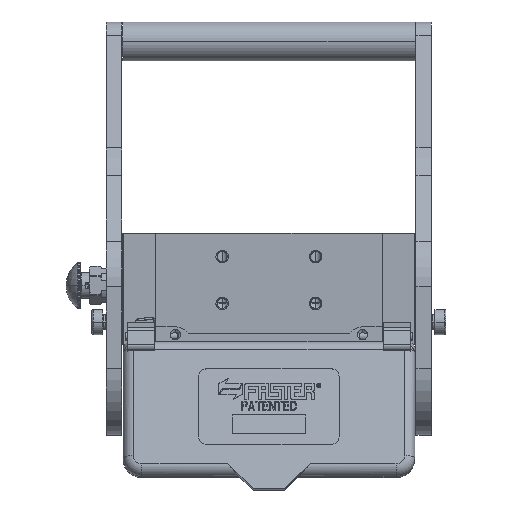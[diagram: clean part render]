
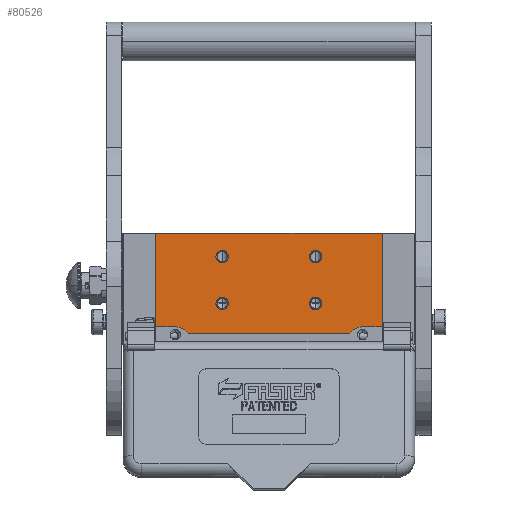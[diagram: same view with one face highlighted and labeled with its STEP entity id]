
A CAD part, left-side view. The second image highlights one B-rep face of the part: STEP entity #80526.
In plain terms, the highlighted face is planar.
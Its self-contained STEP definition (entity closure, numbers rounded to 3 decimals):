
#4 = DIRECTION ( 'NONE',  ( 0.815, -0.58, 0. ) ) ;
#984 = CARTESIAN_POINT ( 'NONE',  ( 64., 41.7, -108. ) ) ;
#1138 = EDGE_LOOP ( 'NONE', ( #2660, #52845 ) ) ;
#1609 = VERTEX_POINT ( 'NONE', #13822 ) ;
#2198 = VERTEX_POINT ( 'NONE', #54929 ) ;
#2660 = ORIENTED_EDGE ( 'NONE', *, *, #12010, .F. ) ;
#2785 = CARTESIAN_POINT ( 'NONE',  ( 145.854, 64.2, -108. ) ) ;
#2835 = EDGE_LOOP ( 'NONE', ( #54195, #19467 ) ) ;
#2949 = AXIS2_PLACEMENT_3D ( 'NONE', #76494, #52748, #92297 ) ;
#2980 = CIRCLE ( 'NONE', #101616, 10. ) ;
#3040 = ORIENTED_EDGE ( 'NONE', *, *, #100453, .F. ) ;
#3177 = CARTESIAN_POINT ( 'NONE',  ( 21.3, 0., -108. ) ) ;
#3560 = EDGE_CURVE ( 'NONE', #62770, #25459, #41064, .T. ) ;
#3813 = VECTOR ( 'NONE', #52141, 1000. ) ;
#4476 = ORIENTED_EDGE ( 'NONE', *, *, #21306, .T. ) ;
#6075 = EDGE_CURVE ( 'NONE', #29126, #1609, #91997, .T. ) ;
#6873 = CARTESIAN_POINT ( 'NONE',  ( 64., 15., -108. ) ) ;
#6926 = CIRCLE ( 'NONE', #15827, 3.3 ) ;
#7001 = DIRECTION ( 'NONE',  ( 0., 0., -1. ) ) ;
#7456 = EDGE_CURVE ( 'NONE', #1609, #29126, #6926, .T. ) ;
#8524 = FACE_BOUND ( 'NONE', #89332, .T. ) ;
#9006 = EDGE_CURVE ( 'NONE', #93285, #62770, #62170, .T. ) ;
#9042 = CARTESIAN_POINT ( 'NONE',  ( 166.7, 0., -108. ) ) ;
#9736 = AXIS2_PLACEMENT_3D ( 'NONE', #58936, #99263, #49964 ) ;
#10083 = DIRECTION ( 'NONE',  ( 0., -1., 0. ) ) ;
#10391 = DIRECTION ( 'NONE',  ( -1., 0., 0. ) ) ;
#10950 = ORIENTED_EDGE ( 'NONE', *, *, #59971, .T. ) ;
#12010 = EDGE_CURVE ( 'NONE', #82901, #58796, #105435, .T. ) ;
#12454 = FACE_BOUND ( 'NONE', #48725, .T. ) ;
#13822 = CARTESIAN_POINT ( 'NONE',  ( 124., 41.7, -108. ) ) ;
#13956 = AXIS2_PLACEMENT_3D ( 'NONE', #48244, #31726, #15540 ) ;
#14274 = VERTEX_POINT ( 'NONE', #44101 ) ;
#15397 = CARTESIAN_POINT ( 'NONE',  ( 21.3, 0., -108. ) ) ;
#15540 = DIRECTION ( 'NONE',  ( 0., -1., 0. ) ) ;
#15827 = AXIS2_PLACEMENT_3D ( 'NONE', #92660, #51676, #10083 ) ;
#17260 = DIRECTION ( 'NONE',  ( -1., 0., 0. ) ) ;
#17550 = DIRECTION ( 'NONE',  ( 0., 0., -1. ) ) ;
#18481 = CIRCLE ( 'NONE', #2949, 3.3 ) ;
#19467 = ORIENTED_EDGE ( 'NONE', *, *, #32930, .F. ) ;
#21306 = EDGE_CURVE ( 'NONE', #53337, #14274, #79592, .T. ) ;
#23481 = DIRECTION ( 'NONE',  ( 0., 1., 0. ) ) ;
#24442 = VERTEX_POINT ( 'NONE', #78603 ) ;
#25029 = EDGE_CURVE ( 'NONE', #25459, #32034, #2980, .T. ) ;
#25341 = CARTESIAN_POINT ( 'NONE',  ( 64., 15., -108. ) ) ;
#25348 = DIRECTION ( 'NONE',  ( 0., 0., -1. ) ) ;
#25459 = VERTEX_POINT ( 'NONE', #98402 ) ;
#25654 = CARTESIAN_POINT ( 'NONE',  ( 124., 11.7, -108. ) ) ;
#26522 = FACE_BOUND ( 'NONE', #2835, .T. ) ;
#27363 = CARTESIAN_POINT ( 'NONE',  ( 145.854, 64.2, -108. ) ) ;
#28886 = ORIENTED_EDGE ( 'NONE', *, *, #3560, .F. ) ;
#29126 = VERTEX_POINT ( 'NONE', #96125 ) ;
#30136 = VECTOR ( 'NONE', #17260, 1000. ) ;
#31726 = DIRECTION ( 'NONE',  ( 0., 0., -1. ) ) ;
#32034 = VERTEX_POINT ( 'NONE', #85851 ) ;
#32541 = LINE ( 'NONE', #100087, #45438 ) ;
#32612 = LINE ( 'NONE', #75734, #59618 ) ;
#32930 = EDGE_CURVE ( 'NONE', #2198, #106391, #18481, .T. ) ;
#33264 = PLANE ( 'NONE',  #49812 ) ;
#33361 = CARTESIAN_POINT ( 'NONE',  ( 34., 70., -108. ) ) ;
#34329 = CARTESIAN_POINT ( 'NONE',  ( 166.7, 0., -108. ) ) ;
#39918 = ORIENTED_EDGE ( 'NONE', *, *, #6075, .F. ) ;
#40590 = ORIENTED_EDGE ( 'NONE', *, *, #7456, .F. ) ;
#41064 = LINE ( 'NONE', #27363, #3813 ) ;
#42247 = DIRECTION ( 'NONE',  ( -1., 0., 0. ) ) ;
#43281 = DIRECTION ( 'NONE',  ( 1., 0., 0. ) ) ;
#44101 = CARTESIAN_POINT ( 'NONE',  ( 21.3, 60., -108. ) ) ;
#45438 = VECTOR ( 'NONE', #43281, 1000. ) ;
#48011 = EDGE_CURVE ( 'NONE', #55409, #24442, #89421, .T. ) ;
#48244 = CARTESIAN_POINT ( 'NONE',  ( 154., 70., -108. ) ) ;
#48372 = CARTESIAN_POINT ( 'NONE',  ( 166.7, 0., -108. ) ) ;
#48725 = EDGE_LOOP ( 'NONE', ( #40590, #39918 ) ) ;
#49123 = EDGE_CURVE ( 'NONE', #24442, #55409, #75046, .T. ) ;
#49176 = DIRECTION ( 'NONE',  ( 0., 0., -1. ) ) ;
#49812 = AXIS2_PLACEMENT_3D ( 'NONE', #34329, #25348, #42247 ) ;
#49964 = DIRECTION ( 'NONE',  ( 0., 1., 0. ) ) ;
#50169 = ORIENTED_EDGE ( 'NONE', *, *, #82311, .F. ) ;
#51676 = DIRECTION ( 'NONE',  ( 0., 0., -1. ) ) ;
#52141 = DIRECTION ( 'NONE',  ( -1., 0., 0. ) ) ;
#52180 = FACE_OUTER_BOUND ( 'NONE', #94159, .T. ) ;
#52562 = VECTOR ( 'NONE', #80787, 1000. ) ;
#52748 = DIRECTION ( 'NONE',  ( 0., 0., -1. ) ) ;
#52845 = ORIENTED_EDGE ( 'NONE', *, *, #76796, .F. ) ;
#53337 = VERTEX_POINT ( 'NONE', #3177 ) ;
#54195 = ORIENTED_EDGE ( 'NONE', *, *, #59832, .F. ) ;
#54929 = CARTESIAN_POINT ( 'NONE',  ( 64., 48.3, -108. ) ) ;
#55203 = ORIENTED_EDGE ( 'NONE', *, *, #48011, .F. ) ;
#55409 = VERTEX_POINT ( 'NONE', #96754 ) ;
#55730 = DIRECTION ( 'NONE',  ( 0., 0., -1. ) ) ;
#58079 = ORIENTED_EDGE ( 'NONE', *, *, #49123, .F. ) ;
#58796 = VERTEX_POINT ( 'NONE', #75656 ) ;
#58936 = CARTESIAN_POINT ( 'NONE',  ( 124., 15., -108. ) ) ;
#59618 = VECTOR ( 'NONE', #10391, 1000. ) ;
#59832 = EDGE_CURVE ( 'NONE', #106391, #2198, #93116, .T. ) ;
#59971 = EDGE_CURVE ( 'NONE', #96328, #53337, #68692, .T. ) ;
#61819 = CIRCLE ( 'NONE', #9736, 3.3 ) ;
#62170 = CIRCLE ( 'NONE', #13956, 10. ) ;
#62770 = VERTEX_POINT ( 'NONE', #2785 ) ;
#63303 = DIRECTION ( 'NONE',  ( 0., -1., 0. ) ) ;
#65495 = CARTESIAN_POINT ( 'NONE',  ( 124., 45., -108. ) ) ;
#65613 = DIRECTION ( 'NONE',  ( 0., 0., -1. ) ) ;
#67834 = VERTEX_POINT ( 'NONE', #71293 ) ;
#68692 = LINE ( 'NONE', #9042, #30136 ) ;
#71293 = CARTESIAN_POINT ( 'NONE',  ( 166.7, 60., -108. ) ) ;
#71960 = DIRECTION ( 'NONE',  ( 0., -1., 0. ) ) ;
#72304 = DIRECTION ( 'NONE',  ( 0., 0., -1. ) ) ;
#72588 = DIRECTION ( 'NONE',  ( 0., -1., 0. ) ) ;
#72811 = DIRECTION ( 'NONE',  ( 0., 1., 0. ) ) ;
#74059 = FACE_BOUND ( 'NONE', #1138, .T. ) ;
#75046 = CIRCLE ( 'NONE', #78822, 3.3 ) ;
#75199 = AXIS2_PLACEMENT_3D ( 'NONE', #6873, #49176, #72588 ) ;
#75656 = CARTESIAN_POINT ( 'NONE',  ( 124., 18.3, -108. ) ) ;
#75734 = CARTESIAN_POINT ( 'NONE',  ( 166.7, 60., -108. ) ) ;
#76076 = ORIENTED_EDGE ( 'NONE', *, *, #25029, .F. ) ;
#76494 = CARTESIAN_POINT ( 'NONE',  ( 64., 45., -108. ) ) ;
#76796 = EDGE_CURVE ( 'NONE', #58796, #82901, #61819, .T. ) ;
#76910 = ORIENTED_EDGE ( 'NONE', *, *, #82936, .T. ) ;
#78603 = CARTESIAN_POINT ( 'NONE',  ( 64., 18.3, -108. ) ) ;
#78822 = AXIS2_PLACEMENT_3D ( 'NONE', #25341, #65613, #82828 ) ;
#79088 = AXIS2_PLACEMENT_3D ( 'NONE', #65495, #7001, #23481 ) ;
#79592 = LINE ( 'NONE', #15397, #52562 ) ;
#80526 = ADVANCED_FACE ( 'NONE', ( #12454, #74059, #26522, #8524, #52180 ), #33264, .T. ) ;
#80787 = DIRECTION ( 'NONE',  ( 0., 1., 0. ) ) ;
#81153 = ORIENTED_EDGE ( 'NONE', *, *, #9006, .F. ) ;
#82311 = EDGE_CURVE ( 'NONE', #67834, #93285, #32612, .T. ) ;
#82828 = DIRECTION ( 'NONE',  ( 0., 1., 0. ) ) ;
#82901 = VERTEX_POINT ( 'NONE', #25654 ) ;
#82936 = EDGE_CURVE ( 'NONE', #14274, #32034, #32541, .T. ) ;
#83934 = VECTOR ( 'NONE', #72811, 1000. ) ;
#85851 = CARTESIAN_POINT ( 'NONE',  ( 34., 60., -108. ) ) ;
#86301 = AXIS2_PLACEMENT_3D ( 'NONE', #97094, #72304, #63303 ) ;
#89090 = LINE ( 'NONE', #48372, #83934 ) ;
#89332 = EDGE_LOOP ( 'NONE', ( #55203, #58079 ) ) ;
#89421 = CIRCLE ( 'NONE', #75199, 3.3 ) ;
#91997 = CIRCLE ( 'NONE', #79088, 3.3 ) ;
#92297 = DIRECTION ( 'NONE',  ( 0., 1., 0. ) ) ;
#92660 = CARTESIAN_POINT ( 'NONE',  ( 124., 45., -108. ) ) ;
#93116 = CIRCLE ( 'NONE', #101492, 3.3 ) ;
#93285 = VERTEX_POINT ( 'NONE', #100425 ) ;
#94159 = EDGE_LOOP ( 'NONE', ( #3040, #10950, #4476, #76910, #76076, #28886, #81153, #50169 ) ) ;
#96125 = CARTESIAN_POINT ( 'NONE',  ( 124., 48.3, -108. ) ) ;
#96328 = VERTEX_POINT ( 'NONE', #103582 ) ;
#96754 = CARTESIAN_POINT ( 'NONE',  ( 64., 11.7, -108. ) ) ;
#97094 = CARTESIAN_POINT ( 'NONE',  ( 124., 15., -108. ) ) ;
#97100 = CARTESIAN_POINT ( 'NONE',  ( 64., 45., -108. ) ) ;
#98402 = CARTESIAN_POINT ( 'NONE',  ( 42.146, 64.2, -108. ) ) ;
#99263 = DIRECTION ( 'NONE',  ( 0., 0., -1. ) ) ;
#100087 = CARTESIAN_POINT ( 'NONE',  ( 21.3, 60., -108. ) ) ;
#100425 = CARTESIAN_POINT ( 'NONE',  ( 154., 60., -108. ) ) ;
#100453 = EDGE_CURVE ( 'NONE', #96328, #67834, #89090, .T. ) ;
#101492 = AXIS2_PLACEMENT_3D ( 'NONE', #97100, #55730, #71960 ) ;
#101616 = AXIS2_PLACEMENT_3D ( 'NONE', #33361, #17550, #4 ) ;
#103582 = CARTESIAN_POINT ( 'NONE',  ( 166.7, 0., -108. ) ) ;
#105435 = CIRCLE ( 'NONE', #86301, 3.3 ) ;
#106391 = VERTEX_POINT ( 'NONE', #984 ) ;
